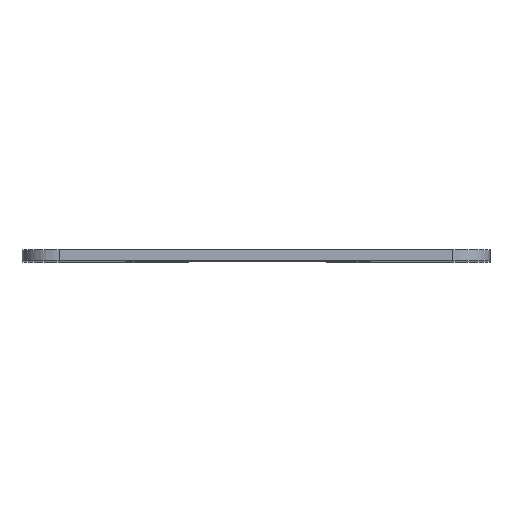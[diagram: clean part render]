
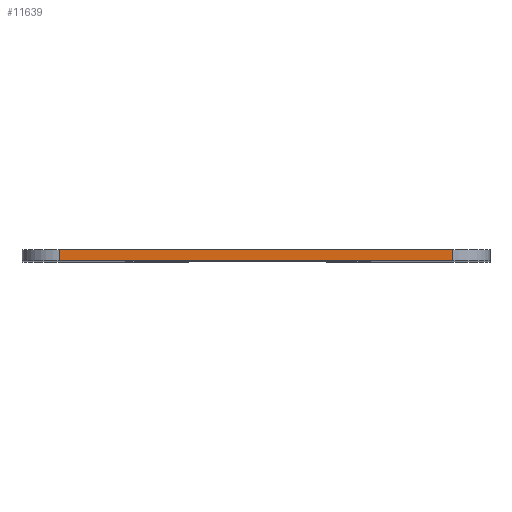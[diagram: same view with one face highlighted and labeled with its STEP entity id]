
A CAD part, top view. The second image highlights one B-rep face of the part: STEP entity #11639.
In plain terms, the highlighted planar face has unit normal (0, 0, 1).
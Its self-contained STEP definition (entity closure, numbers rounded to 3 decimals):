
#1468=PLANE('',#11889);
#2068=FACE_OUTER_BOUND('',#2734,.T.);
#2734=EDGE_LOOP('',(#10802,#10803,#10804,#10805));
#2801=LINE('',#13388,#3684);
#3609=LINE('',#23734,#4492);
#3610=LINE('',#23737,#4493);
#3611=LINE('',#23738,#4494);
#3684=VECTOR('',#11982,10.);
#4492=VECTOR('',#13158,10.);
#4493=VECTOR('',#13161,10.);
#4494=VECTOR('',#13162,10.);
#4617=VERTEX_POINT('',#13385);
#4618=VERTEX_POINT('',#13387);
#5732=VERTEX_POINT('',#23732);
#5733=VERTEX_POINT('',#23736);
#5789=EDGE_CURVE('',#4617,#4618,#2801,.T.);
#7444=EDGE_CURVE('',#4618,#5732,#3609,.T.);
#7445=EDGE_CURVE('',#5733,#4617,#3610,.T.);
#7446=EDGE_CURVE('',#5732,#5733,#3611,.T.);
#10802=ORIENTED_EDGE('',*,*,#7444,.F.);
#10803=ORIENTED_EDGE('',*,*,#5789,.F.);
#10804=ORIENTED_EDGE('',*,*,#7445,.F.);
#10805=ORIENTED_EDGE('',*,*,#7446,.F.);
#11639=ADVANCED_FACE('',(#2068),#1468,.T.);
#11889=AXIS2_PLACEMENT_3D('',#23735,#13159,#13160);
#11982=DIRECTION('',(-1.,0.,0.));
#13158=DIRECTION('',(0.,1.,0.));
#13159=DIRECTION('center_axis',(0.,0.,1.));
#13160=DIRECTION('ref_axis',(1.,0.,0.));
#13161=DIRECTION('',(0.,-1.,0.));
#13162=DIRECTION('',(1.,0.,0.));
#13385=CARTESIAN_POINT('',(26.874,0.,48.25));
#13387=CARTESIAN_POINT('',(-26.126,0.,48.25));
#13388=CARTESIAN_POINT('',(31.874,0.,48.25));
#23732=CARTESIAN_POINT('',(-26.126,1.5,48.25));
#23734=CARTESIAN_POINT('',(-26.126,0.,48.25));
#23735=CARTESIAN_POINT('Origin',(-31.126,0.,48.25));
#23736=CARTESIAN_POINT('',(26.874,1.5,48.25));
#23737=CARTESIAN_POINT('',(26.874,0.,48.25));
#23738=CARTESIAN_POINT('',(31.874,1.5,48.25));
